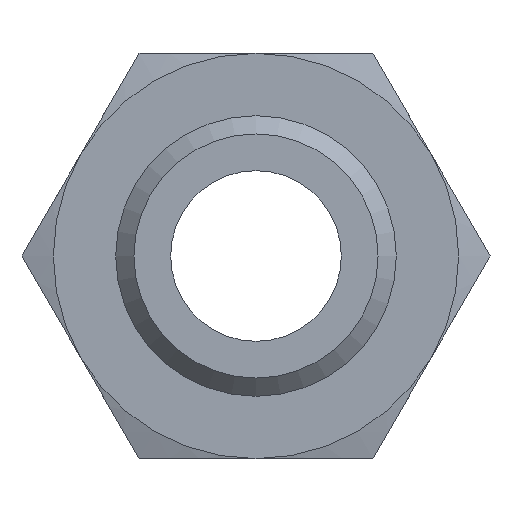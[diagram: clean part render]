
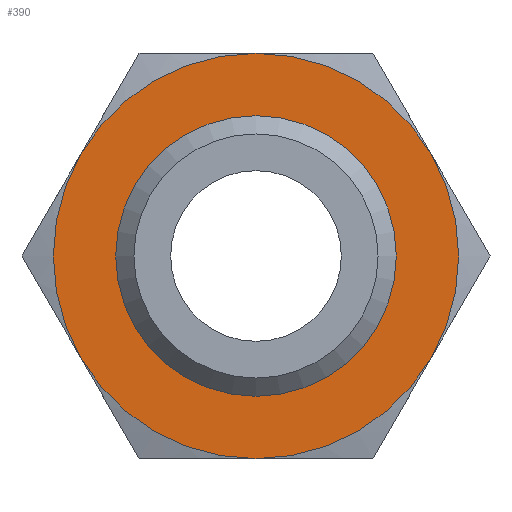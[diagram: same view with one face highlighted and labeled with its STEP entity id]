
A CAD part, front view. The second image highlights one B-rep face of the part: STEP entity #390.
In plain terms, the highlighted planar face has unit normal (0, -1, 0).
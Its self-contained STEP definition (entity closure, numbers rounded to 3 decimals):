
#37=PLANE('',#445);
#113=ORIENTED_EDGE('',*,*,#211,.F.);
#114=ORIENTED_EDGE('',*,*,#195,.T.);
#115=ORIENTED_EDGE('',*,*,#198,.T.);
#116=ORIENTED_EDGE('',*,*,#201,.T.);
#117=ORIENTED_EDGE('',*,*,#208,.T.);
#118=ORIENTED_EDGE('',*,*,#191,.T.);
#119=ORIENTED_EDGE('',*,*,#192,.T.);
#191=EDGE_CURVE('',#237,#239,#265,.T.);
#192=EDGE_CURVE('',#239,#240,#266,.T.);
#195=EDGE_CURVE('',#240,#242,#267,.T.);
#198=EDGE_CURVE('',#242,#244,#268,.T.);
#201=EDGE_CURVE('',#244,#246,#269,.T.);
#208=EDGE_CURVE('',#246,#237,#272,.T.);
#211=EDGE_CURVE('',#251,#251,#273,.T.);
#237=VERTEX_POINT('',#647);
#239=VERTEX_POINT('',#653);
#240=VERTEX_POINT('',#657);
#242=VERTEX_POINT('',#669);
#244=VERTEX_POINT('',#681);
#246=VERTEX_POINT('',#693);
#251=VERTEX_POINT('',#730);
#265=CIRCLE('',#430,9.5);
#266=CIRCLE('',#432,9.5);
#267=CIRCLE('',#434,9.5);
#268=CIRCLE('',#436,9.5);
#269=CIRCLE('',#438,9.5);
#272=CIRCLE('',#444,9.5);
#273=CIRCLE('',#446,6.579);
#296=EDGE_LOOP('',(#113));
#297=EDGE_LOOP('',(#114,#115,#116,#117,#118,#119));
#336=FACE_BOUND('',#296,.T.);
#337=FACE_BOUND('',#297,.T.);
#390=ADVANCED_FACE('',(#336,#337),#37,.F.);
#430=AXIS2_PLACEMENT_3D('',#654,#494,#495);
#432=AXIS2_PLACEMENT_3D('',#656,#498,#499);
#434=AXIS2_PLACEMENT_3D('',#668,#502,#503);
#436=AXIS2_PLACEMENT_3D('',#680,#506,#507);
#438=AXIS2_PLACEMENT_3D('',#692,#510,#511);
#444=AXIS2_PLACEMENT_3D('',#718,#522,#523);
#445=AXIS2_PLACEMENT_3D('',#728,#524,#525);
#446=AXIS2_PLACEMENT_3D('',#729,#526,#527);
#494=DIRECTION('',(0.,-1.,0.));
#495=DIRECTION('',(0.,0.,-1.));
#498=DIRECTION('',(0.,-1.,0.));
#499=DIRECTION('',(0.,0.,-1.));
#502=DIRECTION('',(0.,-1.,0.));
#503=DIRECTION('',(0.,0.,-1.));
#506=DIRECTION('',(0.,-1.,0.));
#507=DIRECTION('',(0.,0.,-1.));
#510=DIRECTION('',(0.,-1.,0.));
#511=DIRECTION('',(0.,0.,-1.));
#522=DIRECTION('',(0.,-1.,0.));
#523=DIRECTION('',(0.,0.,-1.));
#524=DIRECTION('',(0.,1.,0.));
#525=DIRECTION('',(0.,0.,1.));
#526=DIRECTION('',(0.,-1.,0.));
#527=DIRECTION('',(0.,0.,-1.));
#647=CARTESIAN_POINT('',(-8.227,8.,4.75));
#653=CARTESIAN_POINT('',(-8.227,8.,-4.75));
#654=CARTESIAN_POINT('',(0.,8.,0.));
#656=CARTESIAN_POINT('',(0.,8.,0.));
#657=CARTESIAN_POINT('',(0.,8.,-9.5));
#668=CARTESIAN_POINT('',(0.,8.,0.));
#669=CARTESIAN_POINT('',(8.227,8.,-4.75));
#680=CARTESIAN_POINT('',(0.,8.,0.));
#681=CARTESIAN_POINT('',(8.227,8.,4.75));
#692=CARTESIAN_POINT('',(0.,8.,0.));
#693=CARTESIAN_POINT('',(0.,8.,9.5));
#718=CARTESIAN_POINT('',(0.,8.,0.));
#728=CARTESIAN_POINT('',(9.5,8.,0.));
#729=CARTESIAN_POINT('',(0.,8.,0.));
#730=CARTESIAN_POINT('',(0.,8.,-6.579));
